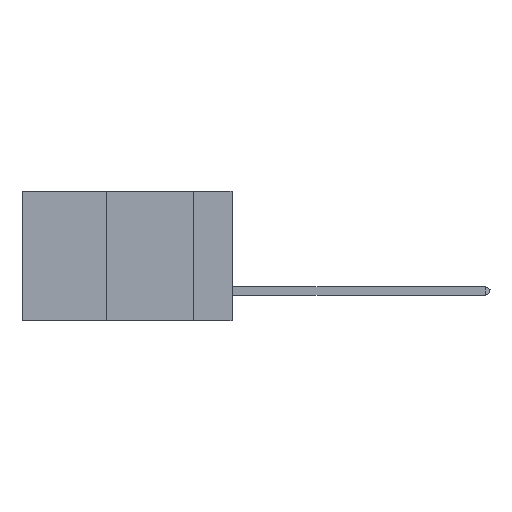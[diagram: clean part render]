
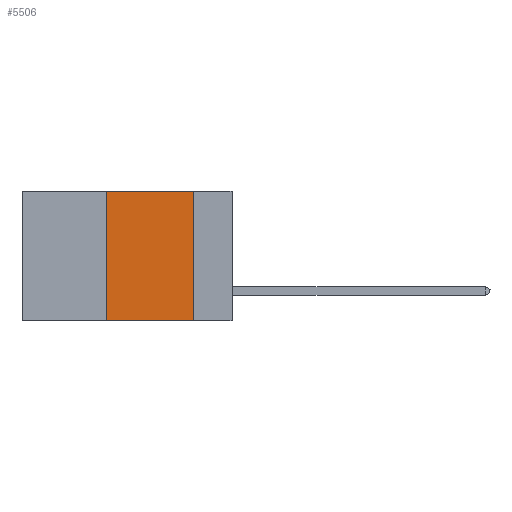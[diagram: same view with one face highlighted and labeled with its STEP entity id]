
A CAD part, left-side view. The second image highlights one B-rep face of the part: STEP entity #5506.
In plain terms, the highlighted planar face has unit normal (-1, 0, 0).
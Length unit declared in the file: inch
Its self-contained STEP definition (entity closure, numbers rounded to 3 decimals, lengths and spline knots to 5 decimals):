
#30 = DIRECTION ( 'NONE',  ( 0., 0., -1. ) ) ;
#165 = EDGE_CURVE ( 'NONE', #4876, #4216, #2058, .T. ) ;
#847 = VECTOR ( 'NONE', #8826, 39.37008 ) ;
#1066 = ORIENTED_EDGE ( 'NONE', *, *, #3083, .F. ) ;
#1295 = EDGE_CURVE ( 'NONE', #11435, #3147, #4616, .T. ) ;
#2058 = LINE ( 'NONE', #4250, #847 ) ;
#2491 = CARTESIAN_POINT ( 'NONE',  ( 0., 0.36, 0. ) ) ;
#2702 = CARTESIAN_POINT ( 'NONE',  ( 0., 0.11, 0. ) ) ;
#3083 = EDGE_CURVE ( 'NONE', #4876, #11435, #9262, .T. ) ;
#3147 = VERTEX_POINT ( 'NONE', #2702 ) ;
#3560 = CARTESIAN_POINT ( 'NONE',  ( 0., 0.11, 0. ) ) ;
#4216 = VERTEX_POINT ( 'NONE', #13853 ) ;
#4250 = CARTESIAN_POINT ( 'NONE',  ( 0., 0.6, -0.37 ) ) ;
#4616 = LINE ( 'NONE', #7833, #13847 ) ;
#4707 = CARTESIAN_POINT ( 'NONE',  ( 0., 0.36, -0.37 ) ) ;
#4876 = VERTEX_POINT ( 'NONE', #4707 ) ;
#5506 = ADVANCED_FACE ( 'NONE', ( #13949 ), #9439, .F. ) ;
#5817 = DIRECTION ( 'NONE',  ( 0., 0., -1. ) ) ;
#5876 = ORIENTED_EDGE ( 'NONE', *, *, #165, .T. ) ;
#6525 = ORIENTED_EDGE ( 'NONE', *, *, #7132, .F. ) ;
#6663 = CARTESIAN_POINT ( 'NONE',  ( 0., 0.36, 0. ) ) ;
#7019 = LINE ( 'NONE', #3560, #7716 ) ;
#7132 = EDGE_CURVE ( 'NONE', #3147, #4216, #7019, .T. ) ;
#7716 = VECTOR ( 'NONE', #5817, 39.37008 ) ;
#7767 = DIRECTION ( 'NONE',  ( 0., -1., 0. ) ) ;
#7833 = CARTESIAN_POINT ( 'NONE',  ( 0., 0.6, 0. ) ) ;
#8154 = VECTOR ( 'NONE', #13998, 39.37008 ) ;
#8826 = DIRECTION ( 'NONE',  ( 0., -1., 0. ) ) ;
#9109 = EDGE_LOOP ( 'NONE', ( #6525, #12175, #1066, #5876 ) ) ;
#9262 = LINE ( 'NONE', #2491, #8154 ) ;
#9439 = PLANE ( 'NONE',  #13074 ) ;
#10358 = DIRECTION ( 'NONE',  ( 1., 0., 0. ) ) ;
#11435 = VERTEX_POINT ( 'NONE', #6663 ) ;
#11697 = CARTESIAN_POINT ( 'NONE',  ( 0., 0.6, 0. ) ) ;
#12175 = ORIENTED_EDGE ( 'NONE', *, *, #1295, .F. ) ;
#13074 = AXIS2_PLACEMENT_3D ( 'NONE', #11697, #10358, #30 ) ;
#13847 = VECTOR ( 'NONE', #7767, 39.37008 ) ;
#13853 = CARTESIAN_POINT ( 'NONE',  ( 0., 0.11, -0.37 ) ) ;
#13949 = FACE_OUTER_BOUND ( 'NONE', #9109, .T. ) ;
#13998 = DIRECTION ( 'NONE',  ( 0., 0., 1. ) ) ;
